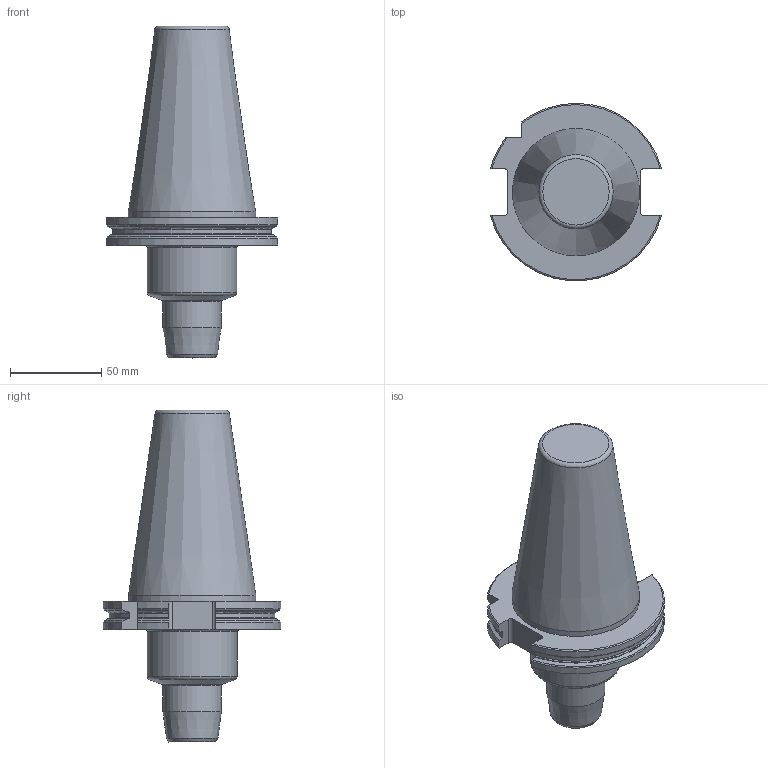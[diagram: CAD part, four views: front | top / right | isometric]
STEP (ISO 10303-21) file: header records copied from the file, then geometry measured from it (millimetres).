
FILE_DESCRIPTION(/* description */ (''),/* implementation_level */ '2;1');
FILE_NAME(/* name */ 'DIN50ADB-HC12-080_Basic.stp',/* time_stamp */ '2022-06-09T09:39:14+05:00',/* author */ (''),/* organization */ (''),/* preprocessor_version */ 'ST-DEVELOPER v16.7',/* originating_system */ 'SIEMENS PLM Software NX 12.0',/* authorisation */ '');
FILE_SCHEMA (('AUTOMOTIVE_DESIGN { 1 0 10303 214 3 1 1 1 }'));
Length unit declared in the file: millimetre
Products named in the file (1): inpu46482BB6of07
Bounding box: 93.97 x 97.27 x 182.1 mm (x, y, z)
Volume: 435979.8 mm3; surface area: 47501.4 mm2
Topology: 1 solids, 2 shells, 76 faces, 204 edges, 140 vertices
Faces by surface type: plane 23, cone 22, cylinder 21, torus 10
Full cylindrical faces by diameter (mm): 12 x1, 14.1 x2, 16.4 x1, 17.4 x1, 32.05 x1, 49.25 x1, 69.85 x1
Entity records: 2574 total; most frequent: CARTESIAN_POINT 744, DIRECTION 363, ORIENTED_EDGE 356, EDGE_CURVE 178, AXIS2_PLACEMENT_3D 153, VERTEX_POINT 127, EDGE_LOOP 99, ADVANCED_FACE 76
